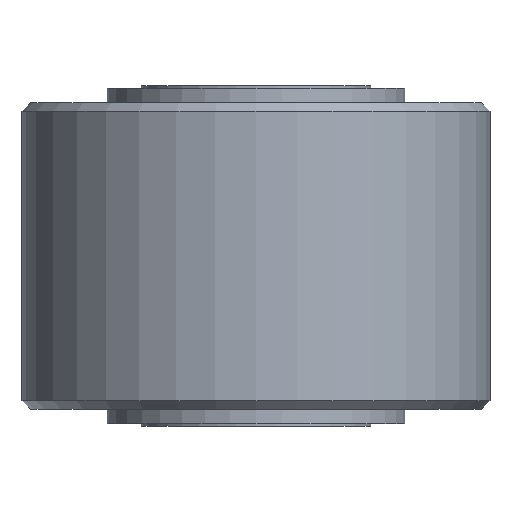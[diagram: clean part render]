
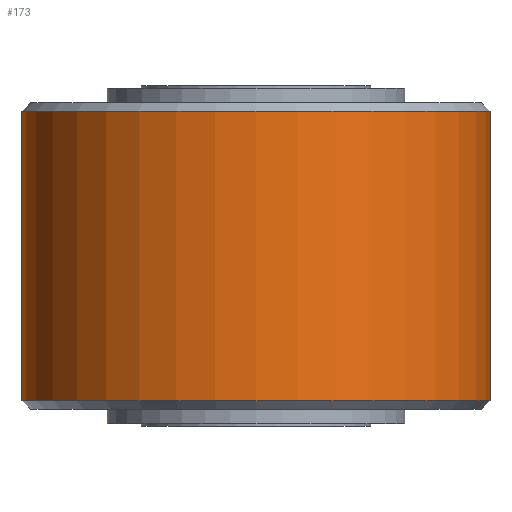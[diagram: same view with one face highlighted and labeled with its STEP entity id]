
A CAD part, left-side view. The second image highlights one B-rep face of the part: STEP entity #173.
In plain terms, the highlighted cylindrical face has radius 27.5 mm (diameter 55 mm), a full revolution.
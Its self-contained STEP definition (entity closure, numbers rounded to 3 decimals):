
#173 = ADVANCED_FACE( '', ( #364, #365 ), #366, .T. );
#364 = FACE_OUTER_BOUND( '', #616, .T. );
#365 = FACE_OUTER_BOUND( '', #617, .T. );
#366 = CYLINDRICAL_SURFACE( '', #618, 27.5 );
#616 = EDGE_LOOP( '', ( #887 ) );
#617 = EDGE_LOOP( '', ( #888 ) );
#618 = AXIS2_PLACEMENT_3D( '', #889, #890, #891 );
#887 = ORIENTED_EDGE( '', *, *, #1320, .T. );
#888 = ORIENTED_EDGE( '', *, *, #1321, .T. );
#889 = CARTESIAN_POINT( '', ( 0., 0., 54. ) );
#890 = DIRECTION( '', ( 0., 0., 1. ) );
#891 = DIRECTION( '', ( 1., 0., 0. ) );
#1320 = EDGE_CURVE( '', #1513, #1513, #1514, .T. );
#1321 = EDGE_CURVE( '', #1515, #1515, #1516, .T. );
#1513 = VERTEX_POINT( '', #1765 );
#1514 = CIRCLE( '', #1766, 27.5 );
#1515 = VERTEX_POINT( '', #1767 );
#1516 = CIRCLE( '', #1768, 27.5 );
#1765 = CARTESIAN_POINT( '', ( -27.5, 0., 36.7 ) );
#1766 = AXIS2_PLACEMENT_3D( '', #2047, #2048, #2049 );
#1767 = CARTESIAN_POINT( '', ( 27.5, 0., 2.7 ) );
#1768 = AXIS2_PLACEMENT_3D( '', #2050, #2051, #2052 );
#2047 = CARTESIAN_POINT( '', ( 0., 0., 36.7 ) );
#2048 = DIRECTION( '', ( 0., 0., -1. ) );
#2049 = DIRECTION( '', ( -1., 0., 0. ) );
#2050 = CARTESIAN_POINT( '', ( 0., 0., 2.7 ) );
#2051 = DIRECTION( '', ( 0., 0., 1. ) );
#2052 = DIRECTION( '', ( 1., 0., 0. ) );
